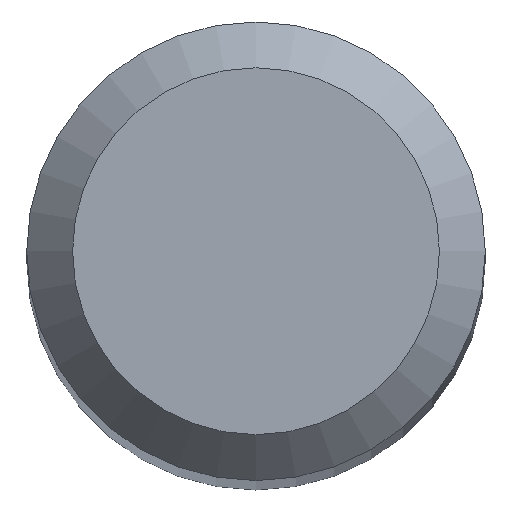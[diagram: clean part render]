
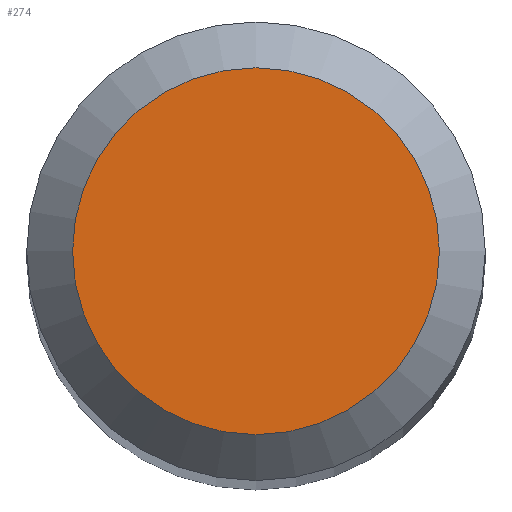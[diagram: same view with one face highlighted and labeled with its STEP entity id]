
A CAD part, top view. The second image highlights one B-rep face of the part: STEP entity #274.
In plain terms, the highlighted planar face has unit normal (0, 0, 1).
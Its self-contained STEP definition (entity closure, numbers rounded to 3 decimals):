
#16 = DIRECTION ( 'NONE',  ( 0., 0., -1. ) ) ;
#62 = DIRECTION ( 'NONE',  ( 0., 1., 0. ) ) ;
#74 = DIRECTION ( 'NONE',  ( 0., 0., -1. ) ) ;
#96 = DIRECTION ( 'NONE',  ( 0., 1., 0. ) ) ;
#102 = VERTEX_POINT ( 'NONE', #187 ) ;
#104 = AXIS2_PLACEMENT_3D ( 'NONE', #166, #16, #62 ) ;
#109 = EDGE_LOOP ( 'NONE', ( #267 ) ) ;
#145 = PLANE ( 'NONE',  #104 ) ;
#164 = AXIS2_PLACEMENT_3D ( 'NONE', #180, #74, #96 ) ;
#166 = CARTESIAN_POINT ( 'NONE',  ( 0., 0., 43. ) ) ;
#180 = CARTESIAN_POINT ( 'NONE',  ( 0., 0., 43. ) ) ;
#187 = CARTESIAN_POINT ( 'NONE',  ( 0., 1., 43. ) ) ;
#219 = EDGE_CURVE ( 'NONE', #102, #102, #261, .T. ) ;
#236 = FACE_OUTER_BOUND ( 'NONE', #109, .T. ) ;
#261 = CIRCLE ( 'NONE', #164, 1. ) ;
#267 = ORIENTED_EDGE ( 'NONE', *, *, #219, .F. ) ;
#274 = ADVANCED_FACE ( 'NONE', ( #236 ), #145, .F. ) ;
